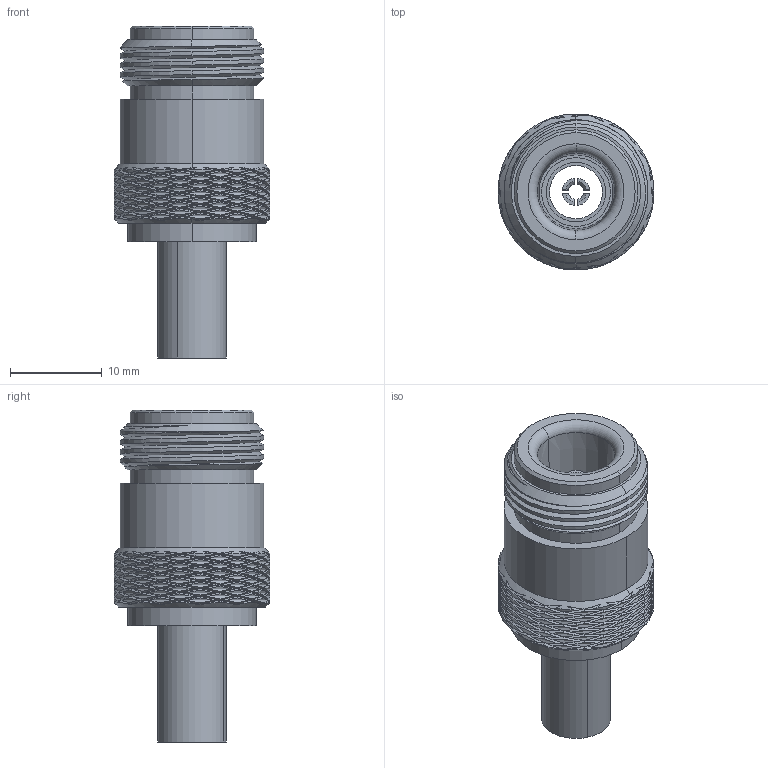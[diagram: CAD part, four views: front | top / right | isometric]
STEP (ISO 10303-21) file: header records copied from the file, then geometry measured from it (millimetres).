
FILE_DESCRIPTION (( 'STEP AP214' ), '1' );
FILE_NAME ('25-054-B3-DB.STEP', '2025-02-27T09:58:43', ( '' ), ( '' ), 'SwSTEP 2.0', 'SolidWorks 2024', '' );
FILE_SCHEMA (( 'AUTOMOTIVE_DESIGN' ));
Products named in the file (1): 25-054-B3-DB
Bounding box: 17 x 17 x 36.2 mm (x, y, z)
Surface area: 2803.8 mm2 (no closed solid volume)
Topology: 0 solids, 7 shells, 978 faces, 2445 edges, 1471 vertices
Faces by surface type: bspline 716, cylinder 203, cone 34, plane 23, torus 2
Entity records: 118982 total; most frequent: CARTESIAN_POINT 104666, ORIENTED_EDGE 4460, EDGE_CURVE 2445, VERTEX_POINT 1471, DIRECTION 1066, EDGE_LOOP 986, ADVANCED_FACE 978, FACE_OUTER_BOUND 978
